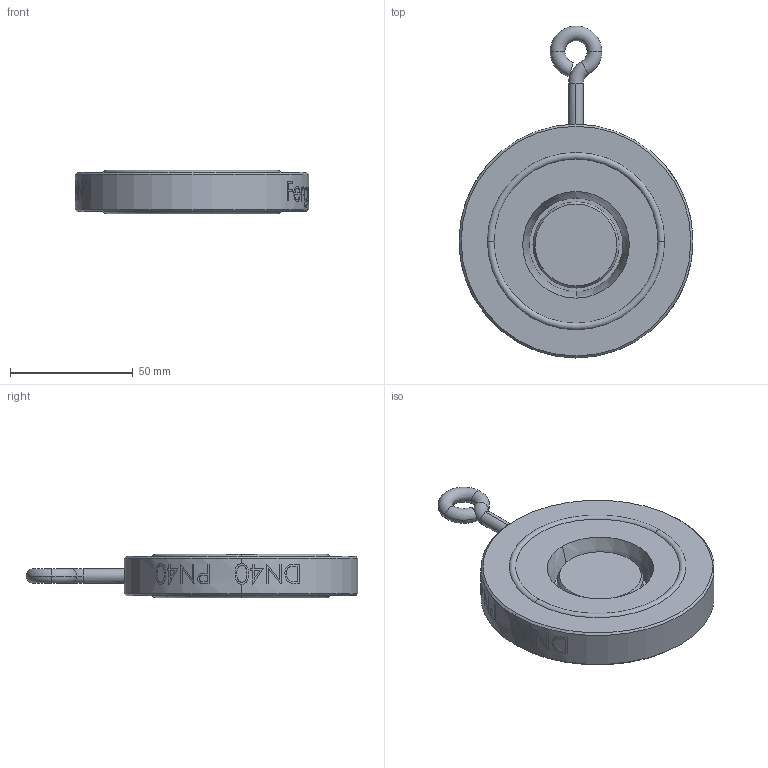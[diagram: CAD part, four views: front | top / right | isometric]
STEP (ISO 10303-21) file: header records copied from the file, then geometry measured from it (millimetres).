
FILE_DESCRIPTION (( 'STEP AP214' ), '1' );
FILE_NAME ('RK100-Rückschlagklappe-DN40-PN40-Fergo.STEP', '2022-11-16T12:11:51', ( '' ), ( '' ), 'SwSTEP 2.0', 'SolidWorks 2022', '' );
FILE_SCHEMA (( 'AUTOMOTIVE_DESIGN' ));
Length unit declared in the file: millimetre
Products named in the file (1): RK100-Rückschlagklappe-DN40-PN40-Fergo
Bounding box: 95 x 135 x 17.59 mm (x, y, z)
Volume: 105709.3 mm3; surface area: 23207.9 mm2
Topology: 1 solids, 2 shells, 81 faces, 312 edges, 271 vertices
Faces by surface type: cylinder 40, torus 20, plane 11, cone 10
Entity records: 7811 total; most frequent: CARTESIAN_POINT 5318, ORIENTED_EDGE 624, DIRECTION 349, EDGE_CURVE 312, VERTEX_POINT 271, B_SPLINE_CURVE_WITH_KNOTS 209, AXIS2_PLACEMENT_3D 164, EDGE_LOOP 119
